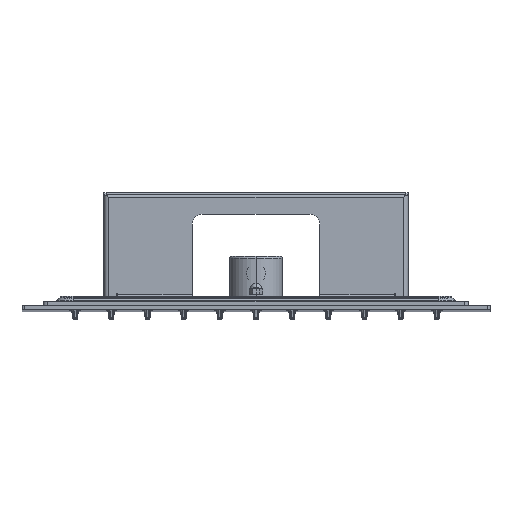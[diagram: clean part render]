
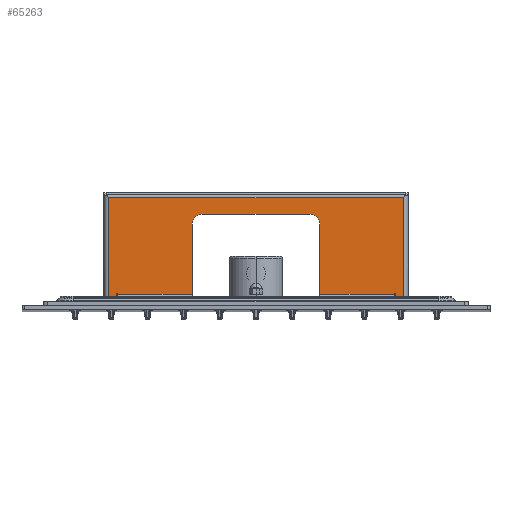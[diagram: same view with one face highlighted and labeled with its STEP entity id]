
A CAD part, top view. The second image highlights one B-rep face of the part: STEP entity #65263.
In plain terms, the highlighted planar face has unit normal (0, 0, 1).
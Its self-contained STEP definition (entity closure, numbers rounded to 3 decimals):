
#64125=DIRECTION('',(-1.,0.,0.));
#64126=VECTOR('',#64125,2.7);
#64127=CARTESIAN_POINT('',(-66.5,3.8,-232.));
#64128=LINE('',#64127,#64126);
#64143=CARTESIAN_POINT('',(66.5,4.8,-232.));
#64144=DIRECTION('',(0.,0.,1.));
#64145=DIRECTION('',(-1.,0.,0.));
#64146=AXIS2_PLACEMENT_3D('',#64143,#64144,#64145);
#64148=CARTESIAN_POINT('',(65.25,6.1,-232.));
#64149=DIRECTION('',(0.,0.,-1.));
#64150=DIRECTION('',(-1.,0.,0.));
#64151=AXIS2_PLACEMENT_3D('',#64148,#64149,#64150);
#64153=DIRECTION('',(0.,-1.,0.));
#64154=VECTOR('',#64153,32.7);
#64155=CARTESIAN_POINT('',(30.,38.8,-232.));
#64156=LINE('',#64155,#64154);
#64157=CARTESIAN_POINT('',(25.,38.8,-232.));
#64158=DIRECTION('',(0.,0.,-1.));
#64159=DIRECTION('',(0.,1.,0.));
#64160=AXIS2_PLACEMENT_3D('',#64157,#64158,#64159);
#64162=DIRECTION('',(1.,0.,0.));
#64163=VECTOR('',#64162,50.);
#64164=CARTESIAN_POINT('',(-25.,43.8,-232.));
#64165=LINE('',#64164,#64163);
#64166=CARTESIAN_POINT('',(-25.,38.8,-232.));
#64167=DIRECTION('',(0.,0.,-1.));
#64168=DIRECTION('',(-1.,0.,0.));
#64169=AXIS2_PLACEMENT_3D('',#64166,#64167,#64168);
#64171=DIRECTION('',(0.,1.,0.));
#64172=VECTOR('',#64171,32.7);
#64173=CARTESIAN_POINT('',(-30.,6.1,-232.));
#64174=LINE('',#64173,#64172);
#64175=CARTESIAN_POINT('',(-65.25,6.1,-232.));
#64176=DIRECTION('',(0.,0.,-1.));
#64177=DIRECTION('',(-1.,0.,0.));
#64178=AXIS2_PLACEMENT_3D('',#64175,#64176,#64177);
#64180=DIRECTION('',(0.,1.,0.));
#64181=VECTOR('',#64180,1.3);
#64182=CARTESIAN_POINT('',(-65.5,4.8,-232.));
#64183=LINE('',#64182,#64181);
#64184=CARTESIAN_POINT('',(-66.5,4.8,-232.));
#64185=DIRECTION('',(0.,0.,1.));
#64186=DIRECTION('',(0.,-1.,0.));
#64187=AXIS2_PLACEMENT_3D('',#64184,#64185,#64186);
#64225=DIRECTION('',(0.,-1.,0.));
#64226=VECTOR('',#64225,47.7);
#64227=CARTESIAN_POINT('',(69.2,51.5,-232.));
#64228=LINE('',#64227,#64226);
#64505=DIRECTION('',(-1.,0.,0.));
#64506=VECTOR('',#64505,35.);
#64507=CARTESIAN_POINT('',(-30.,6.1,-232.));
#64508=LINE('',#64507,#64506);
#64605=DIRECTION('',(-1.,0.,0.));
#64606=VECTOR('',#64605,35.);
#64607=CARTESIAN_POINT('',(65.,6.1,-232.));
#64608=LINE('',#64607,#64606);
#64635=DIRECTION('',(0.,1.,0.));
#64636=VECTOR('',#64635,1.3);
#64637=CARTESIAN_POINT('',(65.5,4.8,-232.));
#64638=LINE('',#64637,#64636);
#64656=DIRECTION('',(-1.,0.,0.));
#64657=VECTOR('',#64656,2.7);
#64658=CARTESIAN_POINT('',(69.2,3.8,-232.));
#64659=LINE('',#64658,#64657);
#64797=CARTESIAN_POINT('',(69.2,51.5,-232.));
#64810=DIRECTION('',(1.,0.,0.));
#64811=VECTOR('',#64810,138.4);
#64812=CARTESIAN_POINT('',(-69.2,51.5,-232.));
#64813=LINE('',#64812,#64811);
#64831=DIRECTION('',(0.,1.,0.));
#64832=VECTOR('',#64831,47.7);
#64833=CARTESIAN_POINT('',(-69.2,3.8,-232.));
#64834=LINE('',#64833,#64832);
#64871=CARTESIAN_POINT('',(-69.2,3.8,-232.));
#64872=CARTESIAN_POINT('',(-69.2,51.5,-232.));
#64873=VERTEX_POINT('',#64871);
#64874=VERTEX_POINT('',#64872);
#64889=VERTEX_POINT('',#64797);
#64890=CARTESIAN_POINT('',(69.2,3.8,-232.));
#64891=VERTEX_POINT('',#64890);
#64907=CARTESIAN_POINT('',(-65.,6.1,-232.));
#64908=VERTEX_POINT('',#64907);
#64909=CARTESIAN_POINT('',(-65.5,6.1,-232.));
#64910=VERTEX_POINT('',#64909);
#64911=CARTESIAN_POINT('',(-65.5,4.8,-232.));
#64912=VERTEX_POINT('',#64911);
#64925=CARTESIAN_POINT('',(-30.,6.1,-232.));
#64926=VERTEX_POINT('',#64925);
#64947=CARTESIAN_POINT('',(65.5,6.1,-232.));
#64948=VERTEX_POINT('',#64947);
#64949=CARTESIAN_POINT('',(65.,6.1,-232.));
#64950=VERTEX_POINT('',#64949);
#64953=CARTESIAN_POINT('',(65.5,4.8,-232.));
#64954=VERTEX_POINT('',#64953);
#64964=CARTESIAN_POINT('',(30.,6.1,-232.));
#64966=VERTEX_POINT('',#64964);
#64983=CARTESIAN_POINT('',(-66.5,3.8,-232.));
#64984=VERTEX_POINT('',#64983);
#64985=CARTESIAN_POINT('',(-30.,38.8,-232.));
#64986=VERTEX_POINT('',#64985);
#64987=CARTESIAN_POINT('',(-25.,43.8,-232.));
#64988=VERTEX_POINT('',#64987);
#64989=CARTESIAN_POINT('',(25.,43.8,-232.));
#64990=VERTEX_POINT('',#64989);
#64991=CARTESIAN_POINT('',(30.,38.8,-232.));
#64992=VERTEX_POINT('',#64991);
#64993=CARTESIAN_POINT('',(66.5,3.8,-232.));
#64994=VERTEX_POINT('',#64993);
#65221=CARTESIAN_POINT('',(-71.5,3.8,-232.));
#65222=DIRECTION('',(0.,0.,1.));
#65223=DIRECTION('',(0.,-1.,0.));
#65224=AXIS2_PLACEMENT_3D('',#65221,#65222,#65223);
#65225=PLANE('',#65224);
#65227=ORIENTED_EDGE('',*,*,#65226,.T.);
#65229=ORIENTED_EDGE('',*,*,#65228,.T.);
#65231=ORIENTED_EDGE('',*,*,#65230,.F.);
#65233=ORIENTED_EDGE('',*,*,#65232,.T.);
#65235=ORIENTED_EDGE('',*,*,#65234,.F.);
#65237=ORIENTED_EDGE('',*,*,#65236,.T.);
#65239=ORIENTED_EDGE('',*,*,#65238,.F.);
#65241=ORIENTED_EDGE('',*,*,#65240,.F.);
#65243=ORIENTED_EDGE('',*,*,#65242,.F.);
#65245=ORIENTED_EDGE('',*,*,#65244,.F.);
#65247=ORIENTED_EDGE('',*,*,#65246,.F.);
#65249=ORIENTED_EDGE('',*,*,#65248,.T.);
#65251=ORIENTED_EDGE('',*,*,#65250,.F.);
#65253=ORIENTED_EDGE('',*,*,#65252,.F.);
#65255=ORIENTED_EDGE('',*,*,#65254,.F.);
#65256=ORIENTED_EDGE('',*,*,#65196,.T.);
#65258=ORIENTED_EDGE('',*,*,#65257,.T.);
#65260=ORIENTED_EDGE('',*,*,#65259,.T.);
#65261=EDGE_LOOP('',(#65227,#65229,#65231,#65233,#65235,#65237,#65239,#65241,
#65243,#65245,#65247,#65249,#65251,#65253,#65255,#65256,#65258,#65260));
#65262=FACE_OUTER_BOUND('',#65261,.F.);
#65263=ADVANCED_FACE('',(#65262),#65225,.T.);
#64147=CIRCLE('',#64146,1.);
#64152=CIRCLE('',#64151,0.25);
#64161=CIRCLE('',#64160,5.);
#64170=CIRCLE('',#64169,5.);
#64179=CIRCLE('',#64178,0.25);
#64188=CIRCLE('',#64187,1.);
#65196=EDGE_CURVE('',#64984,#64873,#64128,.T.);
#65226=EDGE_CURVE('',#64889,#64891,#64228,.T.);
#65228=EDGE_CURVE('',#64891,#64994,#64659,.T.);
#65230=EDGE_CURVE('',#64954,#64994,#64147,.T.);
#65232=EDGE_CURVE('',#64954,#64948,#64638,.T.);
#65234=EDGE_CURVE('',#64950,#64948,#64152,.T.);
#65236=EDGE_CURVE('',#64950,#64966,#64608,.T.);
#65238=EDGE_CURVE('',#64992,#64966,#64156,.T.);
#65240=EDGE_CURVE('',#64990,#64992,#64161,.T.);
#65242=EDGE_CURVE('',#64988,#64990,#64165,.T.);
#65244=EDGE_CURVE('',#64986,#64988,#64170,.T.);
#65246=EDGE_CURVE('',#64926,#64986,#64174,.T.);
#65248=EDGE_CURVE('',#64926,#64908,#64508,.T.);
#65250=EDGE_CURVE('',#64910,#64908,#64179,.T.);
#65252=EDGE_CURVE('',#64912,#64910,#64183,.T.);
#65254=EDGE_CURVE('',#64984,#64912,#64188,.T.);
#65257=EDGE_CURVE('',#64873,#64874,#64834,.T.);
#65259=EDGE_CURVE('',#64874,#64889,#64813,.T.);
